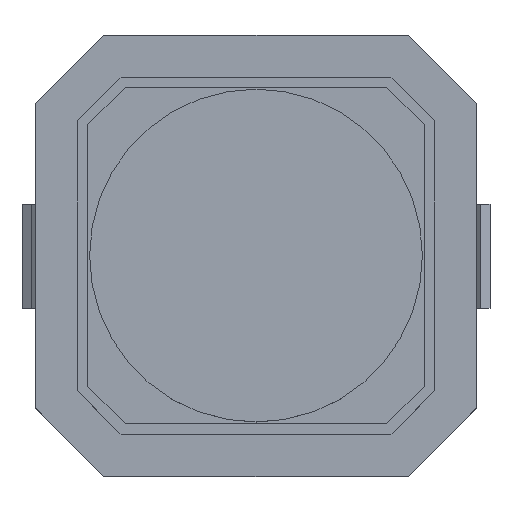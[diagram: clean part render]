
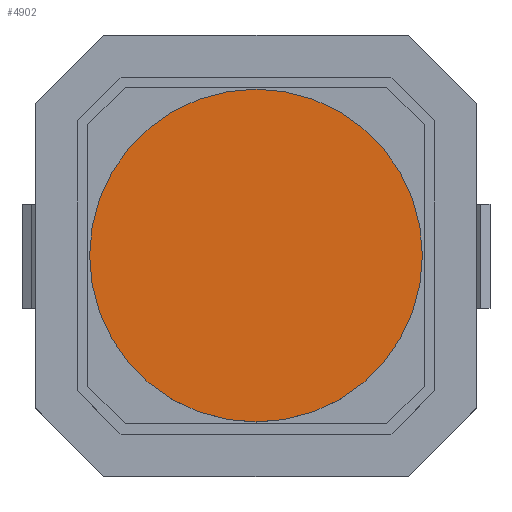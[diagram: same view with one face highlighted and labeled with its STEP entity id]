
A CAD part, top view. The second image highlights one B-rep face of the part: STEP entity #4902.
In plain terms, the highlighted planar face has unit normal (0, 0, 1).
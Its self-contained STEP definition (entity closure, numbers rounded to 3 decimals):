
#345=CIRCLE('',#5144,2.235);
#577=ORIENTED_EDGE('',*,*,#1477,.F.);
#1477=EDGE_CURVE('',#1947,#1947,#345,.T.);
#1947=VERTEX_POINT('',#6118);
#2743=EDGE_LOOP('',(#577));
#2979=FACE_BOUND('',#2743,.T.);
#3210=PLANE('',#5145);
#4902=ADVANCED_FACE('',(#2979),#3210,.F.);
#5144=AXIS2_PLACEMENT_3D('',#6117,#5483,#5484);
#5145=AXIS2_PLACEMENT_3D('',#6119,#5485,#5486);
#5483=DIRECTION('',(0.,0.,-1.));
#5484=DIRECTION('',(1.,0.,0.));
#5485=DIRECTION('',(0.,0.,-1.));
#5486=DIRECTION('',(-1.,0.,0.));
#6117=CARTESIAN_POINT('',(0.,0.,4.953));
#6118=CARTESIAN_POINT('',(2.235,0.,4.953));
#6119=CARTESIAN_POINT('',(0.,0.,4.953));
